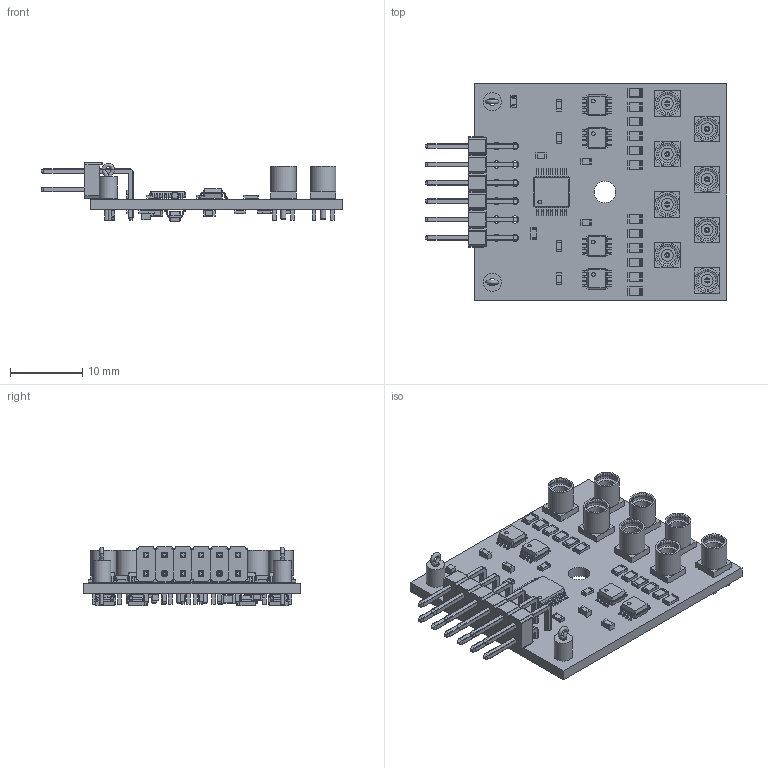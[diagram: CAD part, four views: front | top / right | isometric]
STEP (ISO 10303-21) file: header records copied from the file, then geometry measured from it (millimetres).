
FILE_DESCRIPTION(('KiCad electronic assembly'),'2;1');
FILE_NAME('ttl-io.step','2025-11-04T12:56:48',('Pcbnew'),('Kicad'), 'Open CASCADE STEP processor 7.9','KiCad to STEP converter','Unknown' );
FILE_SCHEMA(('AUTOMOTIVE_DESIGN { 1 0 10303 214 1 1 1 1 }'));
Length unit declared in the file: millimetre
Products named in the file (13): ttl-io 1; MMCX_Molex_73415-1471_Vertical; R_0805_2012Metric; LED_0603_1608Metric; SSOP-8_2.95x2.8mm_P0.65mm; TestPoint_Loop_D1.80mm_Drill1.0mm_Beaded; C_0603_1608Metric; TSSOP-14_4.4x5mm_P0.65mm; R_0603_1608Metric; PH2RA-12-UA; C_0805_2012Metric; SOT-23-5; ttl-io_PCB
Assembly tree (89 placements, depth 2):
  ttl-io 1
    MMCX_Molex_73415-1471_Vertical  x8
    R_0805_2012Metric  x12
    LED_0603_1608Metric
    SSOP-8_2.95x2.8mm_P0.65mm  x4
    TestPoint_Loop_D1.80mm_Drill1.0mm_Beaded  x2
    C_0603_1608Metric  x20
    TSSOP-14_4.4x5mm_P0.65mm
    R_0603_1608Metric  x34
    PH2RA-12-UA
    C_0805_2012Metric
    SOT-23-5  x4
    ttl-io_PCB
Bounding box: 41.8 x 30 x 8.23 mm (x, y, z)
Volume: 2189.1 mm3; surface area: 5402.4 mm2
Topology: 120 solids, 128 shells, 4850 faces, 12203 edges, 7645 vertices
Faces by surface type: plane 2801, cylinder 1627, bspline 196, torus 98, sphere 96, cone 32
Full cylindrical faces by diameter (mm): 0.5 x4, 0.71 x16, 0.84 x40, 1 x16, 1.65 x8, 2.41 x8, 2.54 x10, 2.88 x8, 3 x1, 3.01 x8, 3.51 x8
Entity records: 66091 total; most frequent: CARTESIAN_POINT 12800, ORIENTED_EDGE 9774, DIRECTION 9735, EDGE_CURVE 4887, AXIS2_PLACEMENT_3D 3354, LINE 3027, VECTOR 3027, VERTEX_POINT 2981
